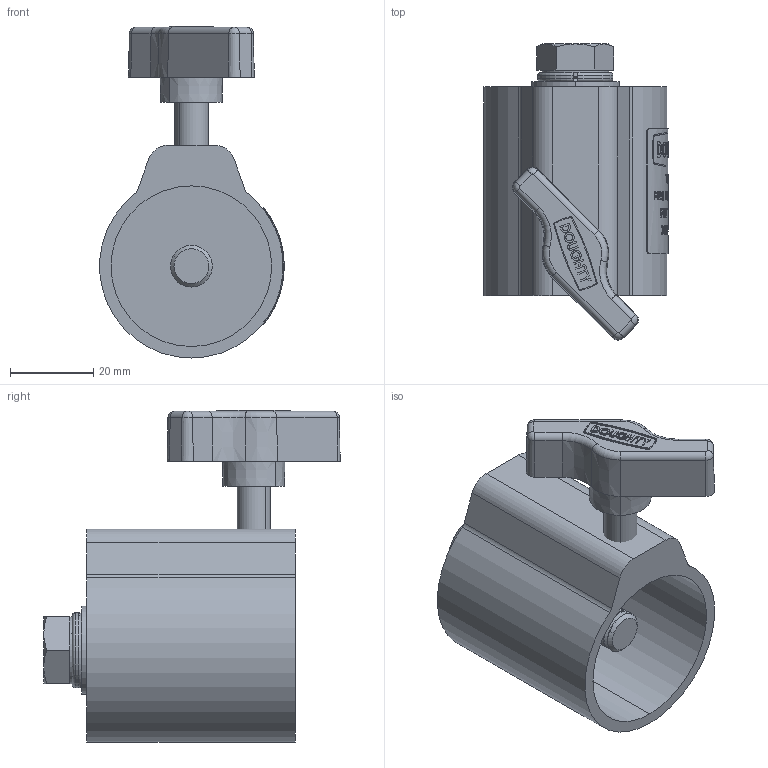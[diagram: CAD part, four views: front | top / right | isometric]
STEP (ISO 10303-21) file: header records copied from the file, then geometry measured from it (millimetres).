
FILE_DESCRIPTION (( 'STEP AP203' ), '1' );
FILE_NAME ('T50811.STEP', '2018-07-31T10:39:24', ( '' ), ( '' ), 'SwSTEP 2.0', 'SolidWorks 2016', '' );
FILE_SCHEMA (( 'CONFIG_CONTROL_DESIGN' ));
Length unit declared in the file: millimetre
Products named in the file (7): TH2038_TH3402; Hex Bolt_ISO 4016 - M10 x 45 x 45-WS; T50811; T50600 LABEL_T50811 LABEL; B Washer_M10 B WASHER (F892); Single Coil Rectangular Section Spring Washer_Doughty Fastners_Rectangular section spring washer BS 4464 - 10 (Type B); Doughty Knob_S0130
Assembly tree (6 placements, depth 2):
  T50811
    TH2038_TH3402
    Doughty Knob_S0130
    Hex Bolt_ISO 4016 - M10 x 45 x 45-WS
    B Washer_M10 B WASHER (F892)
    Single Coil Rectangular Section Spring Washer_Doughty Fastners_Rectangular section spring washer BS 4464 - 10 (Type B)
    T50600 LABEL_T50811 LABEL
Bounding box: 44.15 x 71.03 x 79.55 mm (x, y, z)
Volume: 60989.6 mm3; surface area: 23877.1 mm2
Topology: 6 solids, 6 shells, 1010 faces, 2667 edges, 1748 vertices
Faces by surface type: plane 407, bspline 264, cylinder 191, cone 136, torus 12
Entity records: 57895 total; most frequent: CARTESIAN_POINT 33927, ORIENTED_EDGE 5334, DIRECTION 4080, EDGE_CURVE 2667, VERTEX_POINT 1748, AXIS2_PLACEMENT_3D 1551, EDGE_LOOP 1095, ADVANCED_FACE 1010
